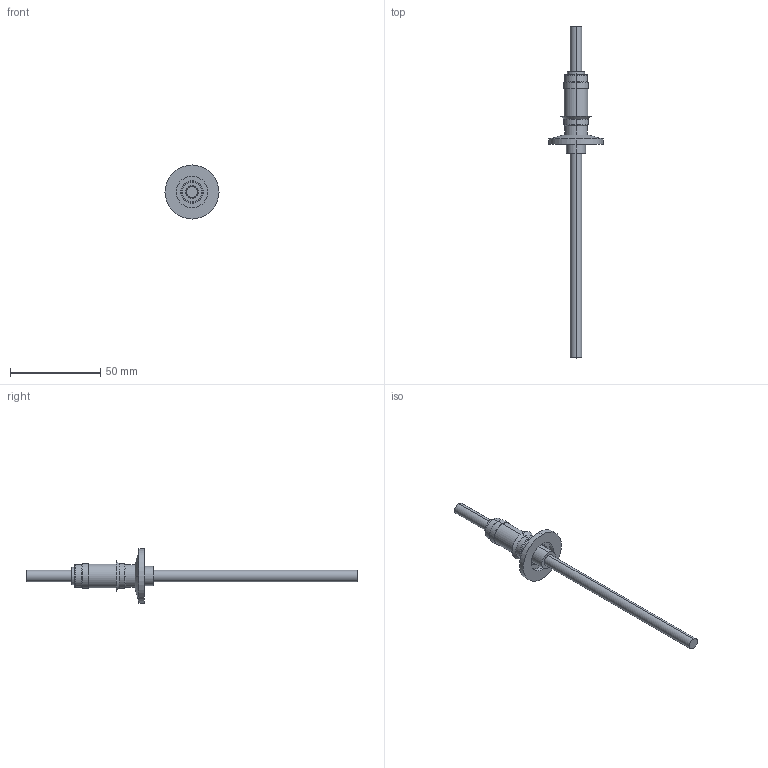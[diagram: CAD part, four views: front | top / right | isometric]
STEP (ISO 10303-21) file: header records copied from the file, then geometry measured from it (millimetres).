
FILE_DESCRIPTION (( 'STEP AP214' ), '1' );
FILE_NAME ('120XST016-5-150-1.step', '2017-07-10T09:34:06', ( 'install' ), ( '' ), 'SwSTEP 2.0', 'SolidWorks 2015', '' );
FILE_SCHEMA (( 'AUTOMOTIVE_DESIGN' ));
Length unit declared in the file: inch
Products named in the file (1): 120XST016-5-150-1
Bounding box: 29.97 x 184.15 x 29.97 mm (x, y, z)
Surface area: 9372.2 mm2 (no closed solid volume)
Topology: 0 solids, 9 shells, 55 faces, 126 edges, 82 vertices
Faces by surface type: cylinder 30, cone 12, plane 11, torus 2
Entity records: 1920 total; most frequent: CARTESIAN_POINT 590, DIRECTION 310, ORIENTED_EDGE 220, AXIS2_PLACEMENT_3D 134, EDGE_CURVE 126, VERTEX_POINT 82, CIRCLE 78, EDGE_LOOP 64
